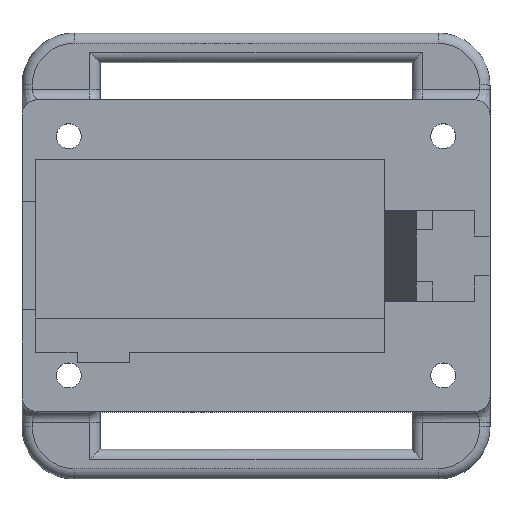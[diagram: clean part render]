
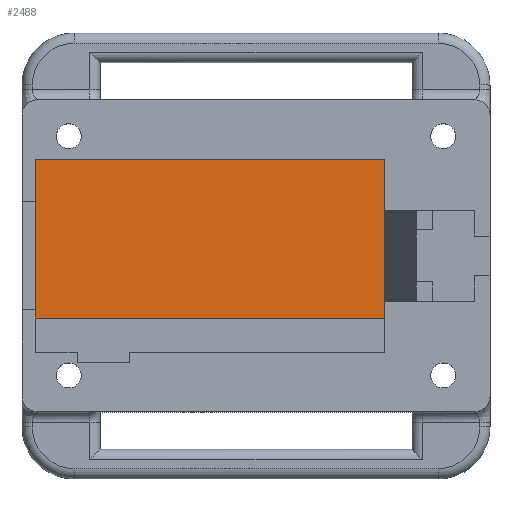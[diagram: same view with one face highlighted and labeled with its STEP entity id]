
A CAD part, top view. The second image highlights one B-rep face of the part: STEP entity #2488.
In plain terms, the highlighted planar face has unit normal (0, 0, 1).
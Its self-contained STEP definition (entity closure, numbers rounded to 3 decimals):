
#382=FACE_OUTER_BOUND('',#537,.T.);
#537=EDGE_LOOP('',(#2197,#2198,#2199,#2200));
#670=LINE('',#4046,#885);
#754=LINE('',#4693,#969);
#756=LINE('',#4697,#971);
#757=LINE('',#4698,#972);
#885=VECTOR('',#2903,10.);
#969=VECTOR('',#3291,10.);
#971=VECTOR('',#3295,10.);
#972=VECTOR('',#3296,10.);
#1107=VERTEX_POINT('',#4043);
#1108=VERTEX_POINT('',#4045);
#1210=VERTEX_POINT('',#4692);
#1211=VERTEX_POINT('',#4696);
#1378=EDGE_CURVE('',#1107,#1108,#670,.T.);
#1556=EDGE_CURVE('',#1108,#1210,#754,.T.);
#1558=EDGE_CURVE('',#1210,#1211,#756,.T.);
#1559=EDGE_CURVE('',#1211,#1107,#757,.T.);
#2197=ORIENTED_EDGE('',*,*,#1558,.F.);
#2198=ORIENTED_EDGE('',*,*,#1556,.F.);
#2199=ORIENTED_EDGE('',*,*,#1378,.F.);
#2200=ORIENTED_EDGE('',*,*,#1559,.F.);
#2350=PLANE('',#2700);
#2488=ADVANCED_FACE('',(#382),#2350,.F.);
#2700=AXIS2_PLACEMENT_3D('',#4695,#3293,#3294);
#2903=DIRECTION('',(0.,-1.,0.));
#3291=DIRECTION('',(-1.,0.,0.));
#3293=DIRECTION('center_axis',(0.,0.,-1.));
#3294=DIRECTION('ref_axis',(-1.,0.,0.));
#3295=DIRECTION('',(0.,1.,0.));
#3296=DIRECTION('',(1.,0.,0.));
#4043=CARTESIAN_POINT('',(16.8,9.3,-6.));
#4045=CARTESIAN_POINT('',(16.8,-6.,-6.));
#4046=CARTESIAN_POINT('',(16.8,6.,-6.));
#4692=CARTESIAN_POINT('',(-16.8,-6.,-6.));
#4693=CARTESIAN_POINT('',(16.8,-6.,-6.));
#4695=CARTESIAN_POINT('Origin',(0.,7.65,-6.));
#4696=CARTESIAN_POINT('',(-16.8,9.3,-6.));
#4697=CARTESIAN_POINT('',(-16.8,9.3,-6.));
#4698=CARTESIAN_POINT('',(16.8,9.3,-6.));
